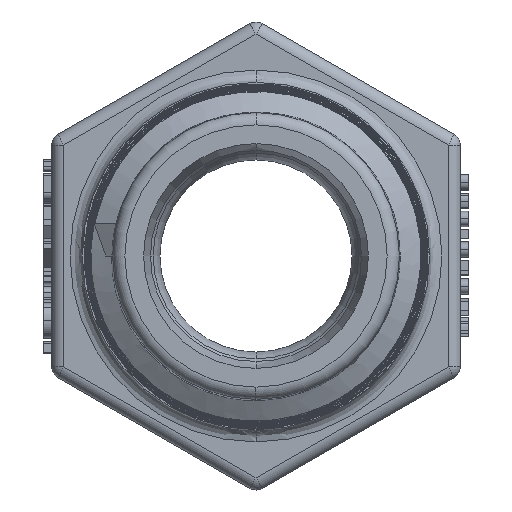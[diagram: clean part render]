
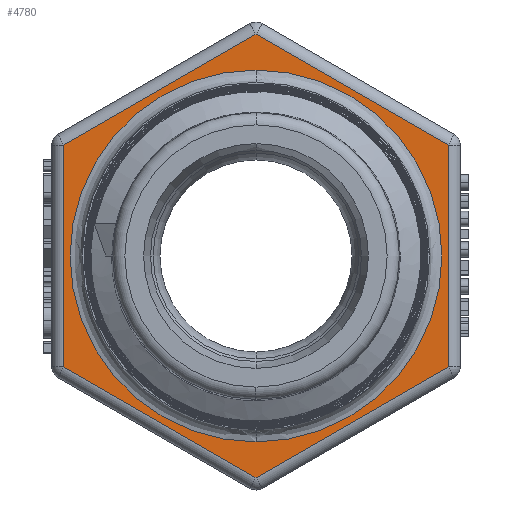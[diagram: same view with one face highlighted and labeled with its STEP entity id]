
A CAD part, left-side view. The second image highlights one B-rep face of the part: STEP entity #4780.
In plain terms, the highlighted planar face has unit normal (-1, 0, 0).
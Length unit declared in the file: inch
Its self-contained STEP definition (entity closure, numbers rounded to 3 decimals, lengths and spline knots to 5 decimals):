
#1053=CARTESIAN_POINT('',(0.0,0.0,-0.455));
#1054=VERTEX_POINT('',#1053);
#1072=CARTESIAN_POINT('',(0.0,0.,0.455));
#1073=VERTEX_POINT('',#1072);
#1081=CARTESIAN_POINT('',(0.0,0.455,0.));
#1082=VERTEX_POINT('',#1081);
#1083=CARTESIAN_POINT('',(0.0,0.0,0.0));
#1084=DIRECTION('',(-1.0,0.0,0.0));
#1085=DIRECTION('',(0.0,-1.0,0.0));
#1086=AXIS2_PLACEMENT_3D('',#1083,#1084,#1085);
#1087=CIRCLE('',#1086,0.455);
#1088=EDGE_CURVE('',#1073,#1082,#1087,.T.);
#1090=CARTESIAN_POINT('',(0.0,0.0,0.0));
#1091=DIRECTION('',(-1.0,0.0,0.0));
#1092=DIRECTION('',(0.0,-1.0,0.0));
#1093=AXIS2_PLACEMENT_3D('',#1090,#1091,#1092);
#1094=CIRCLE('',#1093,0.455);
#1095=EDGE_CURVE('',#1082,#1054,#1094,.T.);
#4701=CARTESIAN_POINT('',(0.0,0.0,0.0));
#4702=DIRECTION('',(-1.0,0.0,0.0));
#4703=DIRECTION('',(0.0,-1.0,0.0));
#4704=AXIS2_PLACEMENT_3D('',#4701,#4702,#4703);
#4705=CIRCLE('',#4704,0.455);
#4706=EDGE_CURVE('',#1054,#1073,#4705,.T.);
#4720=CARTESIAN_POINT('',(0.0,0.4625,0.0));
#4721=DIRECTION('',(-1.0,0.0,0.0));
#4722=DIRECTION('',(0.0,0.0,1.0));
#4723=AXIS2_PLACEMENT_3D('',#4720,#4721,#4722);
#4724=PLANE('',#4723);
#4725=CARTESIAN_POINT('',(0.0,0.,0.54271));
#4726=VERTEX_POINT('',#4725);
#4727=CARTESIAN_POINT('',(0.0,-0.47,0.27135));
#4728=VERTEX_POINT('',#4727);
#4729=CARTESIAN_POINT('',(0.0,0.,0.54271));
#4730=DIRECTION('',(0.0,-0.866,-0.5));
#4731=VECTOR('',#4730,0.54271);
#4732=LINE('',#4729,#4731);
#4733=EDGE_CURVE('',#4726,#4728,#4732,.T.);
#4734=ORIENTED_EDGE('',*,*,#4733,.F.);
#4735=CARTESIAN_POINT('',(0.0,0.47,0.27135));
#4736=VERTEX_POINT('',#4735);
#4737=CARTESIAN_POINT('',(0.0,0.47,0.27135));
#4738=DIRECTION('',(0.0,-0.866,0.5));
#4739=VECTOR('',#4738,0.54271);
#4740=LINE('',#4737,#4739);
#4741=EDGE_CURVE('',#4736,#4726,#4740,.T.);
#4742=ORIENTED_EDGE('',*,*,#4741,.F.);
#4743=CARTESIAN_POINT('',(0.0,0.47,-0.27135));
#4744=VERTEX_POINT('',#4743);
#4745=CARTESIAN_POINT('',(0.0,0.47,-0.27135));
#4746=DIRECTION('',(0.0,0.0,1.0));
#4747=VECTOR('',#4746,0.54271);
#4748=LINE('',#4745,#4747);
#4749=EDGE_CURVE('',#4744,#4736,#4748,.T.);
#4750=ORIENTED_EDGE('',*,*,#4749,.F.);
#4751=CARTESIAN_POINT('',(0.0,0.,-0.54271));
#4752=VERTEX_POINT('',#4751);
#4753=CARTESIAN_POINT('',(0.0,0.,-0.54271));
#4754=DIRECTION('',(0.0,0.866,0.5));
#4755=VECTOR('',#4754,0.54271);
#4756=LINE('',#4753,#4755);
#4757=EDGE_CURVE('',#4752,#4744,#4756,.T.);
#4758=ORIENTED_EDGE('',*,*,#4757,.F.);
#4759=CARTESIAN_POINT('',(0.0,-0.47,-0.27135));
#4760=VERTEX_POINT('',#4759);
#4761=CARTESIAN_POINT('',(0.0,-0.47,-0.27135));
#4762=DIRECTION('',(0.0,0.866,-0.5));
#4763=VECTOR('',#4762,0.54271);
#4764=LINE('',#4761,#4763);
#4765=EDGE_CURVE('',#4760,#4752,#4764,.T.);
#4766=ORIENTED_EDGE('',*,*,#4765,.F.);
#4767=CARTESIAN_POINT('',(0.0,-0.47,0.27135));
#4768=DIRECTION('',(0.0,0.0,-1.0));
#4769=VECTOR('',#4768,0.54271);
#4770=LINE('',#4767,#4769);
#4771=EDGE_CURVE('',#4728,#4760,#4770,.T.);
#4772=ORIENTED_EDGE('',*,*,#4771,.F.);
#4773=EDGE_LOOP('',(#4734,#4742,#4750,#4758,#4766,#4772));
#4774=FACE_OUTER_BOUND('',#4773,.T.);
#4775=ORIENTED_EDGE('',*,*,#1095,.F.);
#4776=ORIENTED_EDGE('',*,*,#1088,.F.);
#4777=ORIENTED_EDGE('',*,*,#4706,.F.);
#4778=EDGE_LOOP('',(#4775,#4776,#4777));
#4779=FACE_BOUND('',#4778,.T.);
#4780=ADVANCED_FACE('',(#4774,#4779),#4724,.T.);
